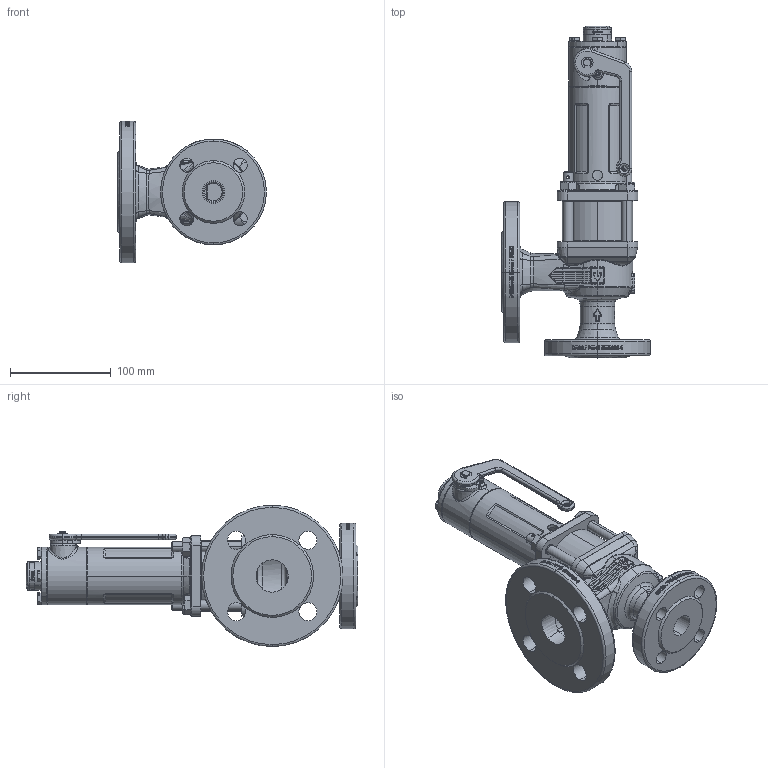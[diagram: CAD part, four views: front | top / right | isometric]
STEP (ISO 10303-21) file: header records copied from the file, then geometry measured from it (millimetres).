
FILE_DESCRIPTION (( 'STEP AP214' ), '1' );
FILE_NAME ('455BGFL_20_FLFL_2032_MD.STEP', '2020-08-26T13:20:13', ( '' ), ( '' ), 'SwSTEP 2.0', 'SolidWorks 2020', '' );
FILE_SCHEMA (( 'AUTOMOTIVE_DESIGN' ));
Length unit declared in the file: millimetre
Products named in the file (1): 455BGFL_20_FLFL_2032_MD
Bounding box: 147.5 x 329 x 140 mm (x, y, z)
Volume: 870128.9 mm3; surface area: 255534 mm2
Topology: 22 solids, 22 shells, 2127 faces, 5734 edges, 3818 vertices
Faces by surface type: bspline 627, cylinder 590, plane 524, cone 230, torus 130, sphere 26
Entity records: 159650 total; most frequent: CARTESIAN_POINT 86968, ORIENTED_EDGE 11376, DIRECTION 8605, EDGE_CURVE 5688, VERTEX_POINT 3816, AXIS2_PLACEMENT_3D 3489, EDGE_LOOP 2420, UNCERTAINTY_MEASURE_WITH_UNIT 2141
